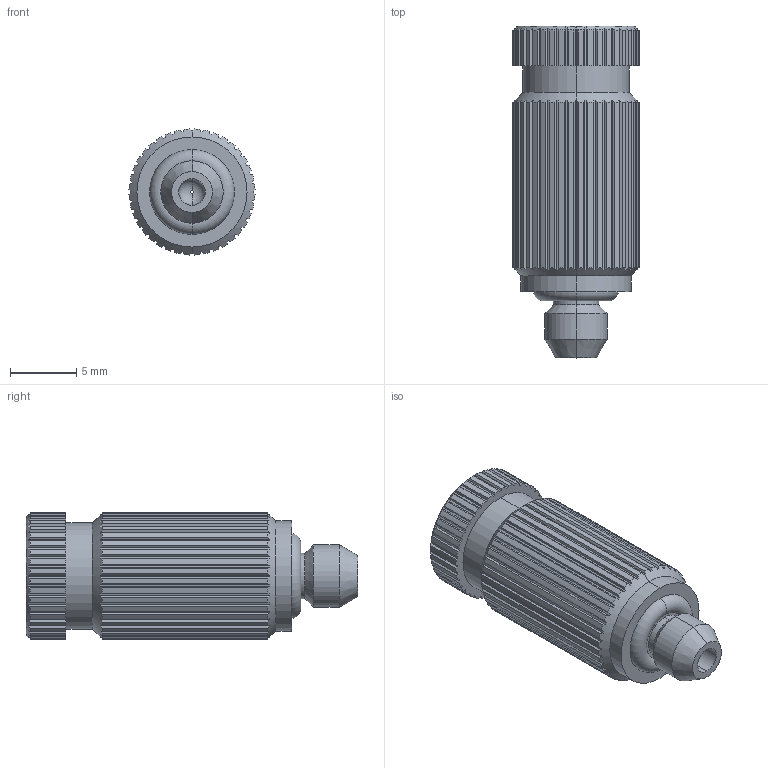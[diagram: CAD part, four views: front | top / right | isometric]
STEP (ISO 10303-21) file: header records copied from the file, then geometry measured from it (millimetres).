
FILE_DESCRIPTION(( 'MM.99.10.24-0.4.STEP' ), '1');
FILE_NAME( 'MM.99.10.24-0.4.STEP', '2018-10-03T09:15:24',( 'Sopra'),('sopra-pneumatic.com'), 'SwSTEP 2.0','SolidWorks 2009','' );
FILE_SCHEMA (( 'AUTOMOTIVE_DESIGN' ));
Length unit declared in the file: millimetre
Products named in the file (1): MM890001
Bounding box: 9.49 x 25 x 9.49 mm (x, y, z)
Volume: 1322.7 mm3; surface area: 1059.1 mm2
Topology: 1 solids, 1 shells, 354 faces, 1030 edges, 682 vertices
Faces by surface type: plane 246, cylinder 92, cone 12, torus 4
Entity records: 15909 total; most frequent: CARTESIAN_POINT 3165, ORIENTED_EDGE 2060, DIRECTION 1574, EDGE_CURVE 1030, VERTEX_POINT 682, AXIS2_PLACEMENT_3D 555, VECTOR 464, LINE 464
